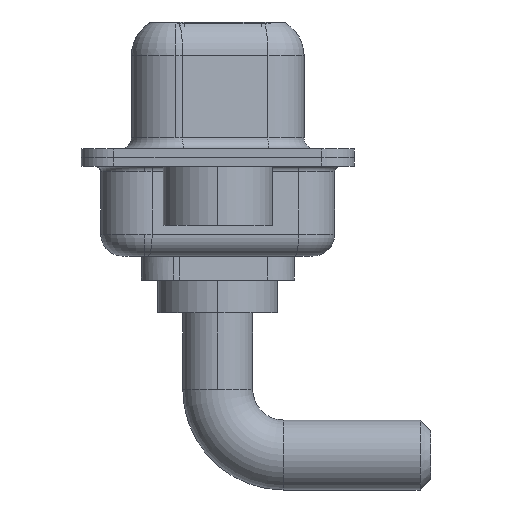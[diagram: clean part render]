
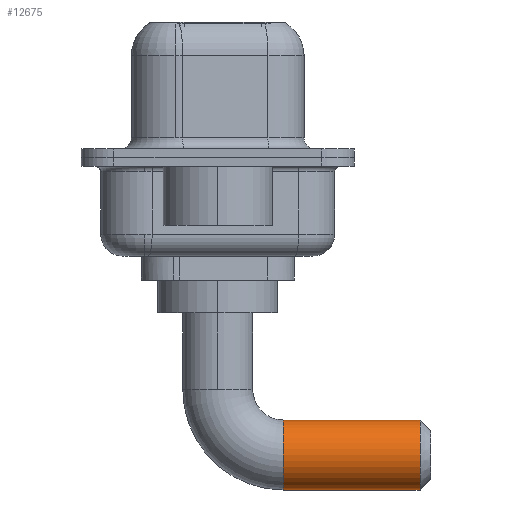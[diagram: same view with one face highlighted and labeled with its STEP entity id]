
A CAD part, left-side view. The second image highlights one B-rep face of the part: STEP entity #12675.
In plain terms, the highlighted cylindrical face has radius 1.6 mm (diameter 3.2 mm), a partial arc.
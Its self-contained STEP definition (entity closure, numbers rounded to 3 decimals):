
#526 = CARTESIAN_POINT ( 'NONE',  ( 0., -9.25, -6.5 ) ) ;
#1404 = DIRECTION ( 'NONE',  ( 0., -1., 0. ) ) ;
#1689 = DIRECTION ( 'NONE',  ( 0., -1., 0. ) ) ;
#1892 = ORIENTED_EDGE ( 'NONE', *, *, #4371, .F. ) ;
#2131 = DIRECTION ( 'NONE',  ( 0., -1., 0. ) ) ;
#2667 = VECTOR ( 'NONE', #1689, 1000. ) ;
#2964 = VERTEX_POINT ( 'NONE', #5884 ) ;
#4160 = VERTEX_POINT ( 'NONE', #8113 ) ;
#4371 = EDGE_CURVE ( 'NONE', #6044, #2964, #7396, .T. ) ;
#4400 = EDGE_CURVE ( 'NONE', #4939, #2964, #4707, .T. ) ;
#4690 = CARTESIAN_POINT ( 'NONE',  ( 0., -9.25, -8.1 ) ) ;
#4707 = CIRCLE ( 'NONE', #5330, 1.6 ) ;
#4801 = LINE ( 'NONE', #9881, #11950 ) ;
#4939 = VERTEX_POINT ( 'NONE', #4690 ) ;
#5330 = AXIS2_PLACEMENT_3D ( 'NONE', #526, #5606, #12217 ) ;
#5451 = CYLINDRICAL_SURFACE ( 'NONE', #6590, 1.6 ) ;
#5478 = CARTESIAN_POINT ( 'NONE',  ( 0., -3., -4.9 ) ) ;
#5606 = DIRECTION ( 'NONE',  ( 0., 1., 0. ) ) ;
#5884 = CARTESIAN_POINT ( 'NONE',  ( 0., -9.25, -4.9 ) ) ;
#5970 = CIRCLE ( 'NONE', #9878, 1.6 ) ;
#6006 = EDGE_CURVE ( 'NONE', #6044, #4160, #5970, .T. ) ;
#6044 = VERTEX_POINT ( 'NONE', #9185 ) ;
#6239 = DIRECTION ( 'NONE',  ( -1., 0., 0. ) ) ;
#6515 = ORIENTED_EDGE ( 'NONE', *, *, #6006, .T. ) ;
#6590 = AXIS2_PLACEMENT_3D ( 'NONE', #11998, #1404, #8336 ) ;
#7396 = LINE ( 'NONE', #5478, #2667 ) ;
#7660 = EDGE_CURVE ( 'NONE', #4160, #4939, #4801, .T. ) ;
#8113 = CARTESIAN_POINT ( 'NONE',  ( 0., -3., -8.1 ) ) ;
#8336 = DIRECTION ( 'NONE',  ( 0., 0., -1. ) ) ;
#8719 = DIRECTION ( 'NONE',  ( 0., -1., 0. ) ) ;
#9185 = CARTESIAN_POINT ( 'NONE',  ( 0., -3., -4.9 ) ) ;
#9878 = AXIS2_PLACEMENT_3D ( 'NONE', #11120, #2131, #6239 ) ;
#9881 = CARTESIAN_POINT ( 'NONE',  ( 0., -3., -8.1 ) ) ;
#10092 = FACE_OUTER_BOUND ( 'NONE', #10257, .T. ) ;
#10257 = EDGE_LOOP ( 'NONE', ( #1892, #6515, #10625, #12346 ) ) ;
#10625 = ORIENTED_EDGE ( 'NONE', *, *, #7660, .T. ) ;
#11120 = CARTESIAN_POINT ( 'NONE',  ( 0., -3., -6.5 ) ) ;
#11950 = VECTOR ( 'NONE', #8719, 1000. ) ;
#11998 = CARTESIAN_POINT ( 'NONE',  ( 0., -3., -6.5 ) ) ;
#12217 = DIRECTION ( 'NONE',  ( 0., 0., -1. ) ) ;
#12346 = ORIENTED_EDGE ( 'NONE', *, *, #4400, .T. ) ;
#12675 = ADVANCED_FACE ( 'NONE', ( #10092 ), #5451, .T. ) ;
